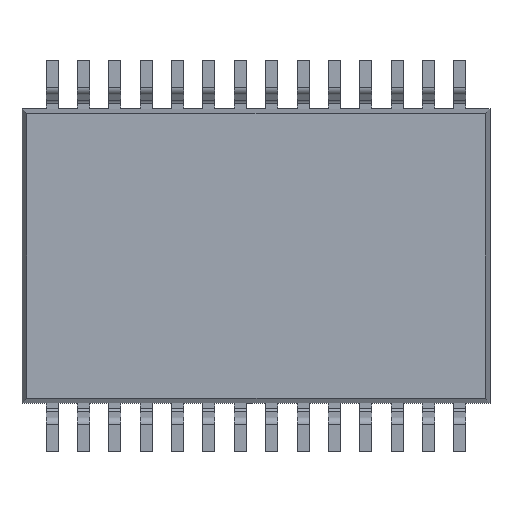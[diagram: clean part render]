
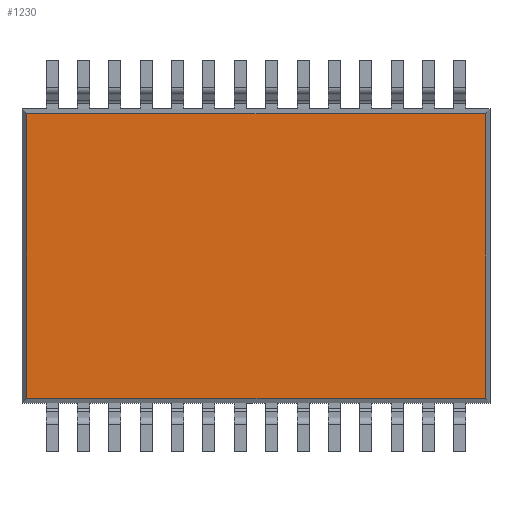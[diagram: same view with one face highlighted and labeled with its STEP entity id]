
A CAD part, front view. The second image highlights one B-rep face of the part: STEP entity #1230.
In plain terms, the highlighted face is planar.
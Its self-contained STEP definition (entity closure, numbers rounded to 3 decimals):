
#1 = CARTESIAN_POINT ( 'NONE',  ( 4.75, -2.95, 0.15 ) ) ;
#6 = VERTEX_POINT ( 'NONE', #838 ) ;
#59 = EDGE_CURVE ( 'NONE', #61, #6, #848, .T. ) ;
#61 = VERTEX_POINT ( 'NONE', #286 ) ;
#85 = DIRECTION ( 'NONE',  ( -1., 0., 0. ) ) ;
#204 = AXIS2_PLACEMENT_3D ( 'NONE', #1379, #1496, #576 ) ;
#236 = VECTOR ( 'NONE', #2135, 1000. ) ;
#272 = VERTEX_POINT ( 'NONE', #1027 ) ;
#286 = CARTESIAN_POINT ( 'NONE',  ( -4.75, 2.95, 0.15 ) ) ;
#300 = ORIENTED_EDGE ( 'NONE', *, *, #59, .T. ) ;
#458 = FACE_OUTER_BOUND ( 'NONE', #672, .T. ) ;
#508 = CARTESIAN_POINT ( 'NONE',  ( -4.75, 0., 0.15 ) ) ;
#576 = DIRECTION ( 'NONE',  ( -1., 0., 0. ) ) ;
#658 = CARTESIAN_POINT ( 'NONE',  ( 0., 2.95, 0.15 ) ) ;
#672 = EDGE_LOOP ( 'NONE', ( #1440, #300, #2248, #1736 ) ) ;
#791 = LINE ( 'NONE', #508, #1725 ) ;
#838 = CARTESIAN_POINT ( 'NONE',  ( 4.75, 2.95, 0.15 ) ) ;
#848 = LINE ( 'NONE', #658, #958 ) ;
#958 = VECTOR ( 'NONE', #1203, 1000. ) ;
#1027 = CARTESIAN_POINT ( 'NONE',  ( -4.75, -2.95, 0.15 ) ) ;
#1197 = CARTESIAN_POINT ( 'NONE',  ( 0., -2.95, 0.15 ) ) ;
#1203 = DIRECTION ( 'NONE',  ( 1., 0., 0. ) ) ;
#1230 = ADVANCED_FACE ( 'NONE', ( #458 ), #1405, .T. ) ;
#1267 = DIRECTION ( 'NONE',  ( 0., 1., 0. ) ) ;
#1379 = CARTESIAN_POINT ( 'NONE',  ( 0., 0., 0.15 ) ) ;
#1405 = PLANE ( 'NONE',  #204 ) ;
#1440 = ORIENTED_EDGE ( 'NONE', *, *, #2388, .T. ) ;
#1479 = VERTEX_POINT ( 'NONE', #1 ) ;
#1496 = DIRECTION ( 'NONE',  ( 0., 0., -1. ) ) ;
#1657 = VECTOR ( 'NONE', #85, 1000. ) ;
#1725 = VECTOR ( 'NONE', #1267, 1000. ) ;
#1736 = ORIENTED_EDGE ( 'NONE', *, *, #1941, .T. ) ;
#1756 = CARTESIAN_POINT ( 'NONE',  ( 4.75, 0., 0.15 ) ) ;
#1899 = EDGE_CURVE ( 'NONE', #6, #1479, #2222, .T. ) ;
#1941 = EDGE_CURVE ( 'NONE', #1479, #272, #2166, .T. ) ;
#2135 = DIRECTION ( 'NONE',  ( 0., -1., 0. ) ) ;
#2166 = LINE ( 'NONE', #1197, #1657 ) ;
#2222 = LINE ( 'NONE', #1756, #236 ) ;
#2248 = ORIENTED_EDGE ( 'NONE', *, *, #1899, .T. ) ;
#2388 = EDGE_CURVE ( 'NONE', #272, #61, #791, .T. ) ;
